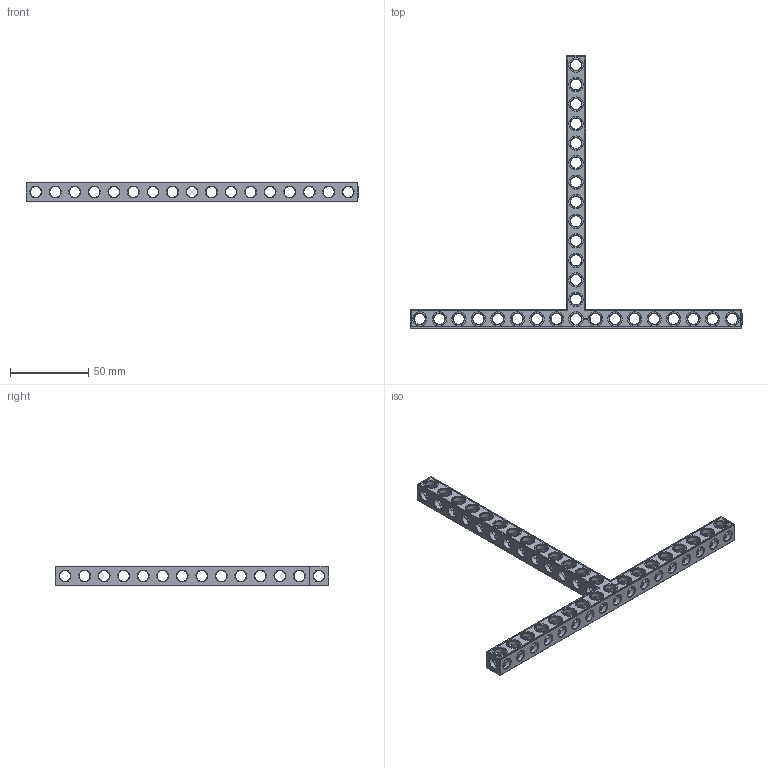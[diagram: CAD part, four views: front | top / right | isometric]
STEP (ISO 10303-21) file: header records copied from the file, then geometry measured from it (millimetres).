
FILE_DESCRIPTION(('FreeCAD Model'),'2;1');
FILE_NAME('Open CASCADE Shape Model','2022-01-29T23:39:28',( 'Paulo Kiefe'),('STEMFIE.org'),'Open CASCADE STEP processor 7.4', 'FreeCAD','Unknown');
FILE_SCHEMA(('AUTOMOTIVE_DESIGN { 1 0 10303 214 1 1 1 1 }'));
Products named in the file (1): Beam_TSH_SYM_ESS_BU17x14x01_-_SPN-BEM-1145_(stemfie.org)
Bounding box: 212.5 x 175 x 12.5 mm (x, y, z)
Volume: 29304.4 mm3; surface area: 26239.7 mm2
Topology: 1 solids, 1 shells, 841 faces, 2607 edges, 1712 vertices
Faces by surface type: plane 428, cylinder 183, cone 124, extrusion 106
Full cylindrical faces by diameter (mm): 6.98 x18, 7 x135, 9.2 x30
Entity records: 101853 total; most frequent: CARTESIAN_POINT 53068, DIRECTION 8043, ORIENTED_EDGE 5214, PCURVE 5214, DEFINITIONAL_REPRESENTATION 5214, VECTOR 5023, LINE 4917, EDGE_CURVE 2607
